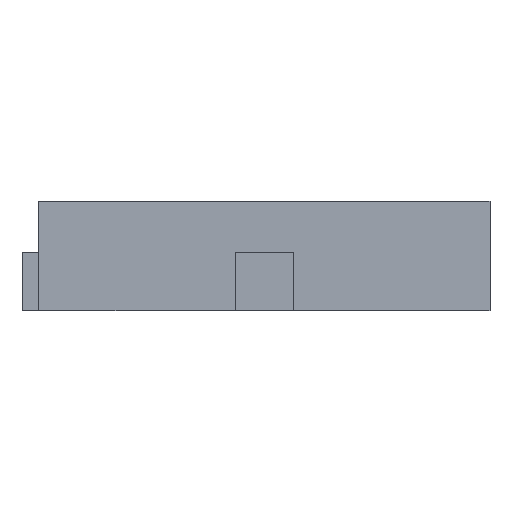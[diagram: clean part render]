
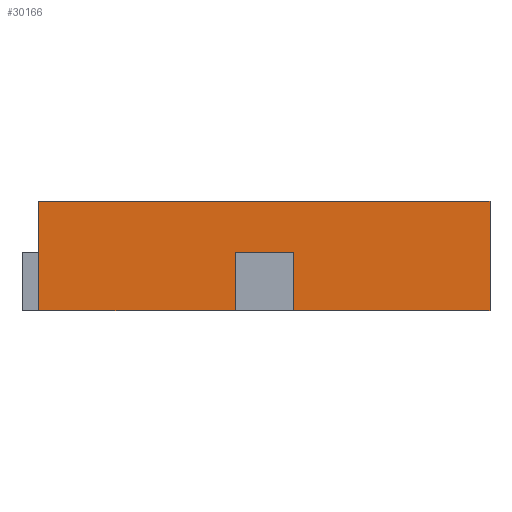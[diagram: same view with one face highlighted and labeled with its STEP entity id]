
A CAD part, front view. The second image highlights one B-rep face of the part: STEP entity #30166.
In plain terms, the highlighted planar face has unit normal (0, -1, 0).
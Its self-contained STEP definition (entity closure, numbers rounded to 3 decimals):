
#2056=FACE_OUTER_BOUND('',#3982,.T.);
#3982=EDGE_LOOP('',(#21160,#21161,#21162,#21163,#21164,#21165,#21166,#21167));
#5549=LINE('',#42036,#8767);
#6665=LINE('',#57142,#9883);
#6672=LINE('',#57156,#9890);
#6675=LINE('',#57162,#9893);
#6676=LINE('',#57164,#9894);
#6677=LINE('',#57166,#9895);
#6678=LINE('',#57168,#9896);
#6679=LINE('',#57169,#9897);
#8767=VECTOR('',#34104,35.);
#9883=VECTOR('',#35418,8.5);
#9890=VECTOR('',#35427,8.5);
#9893=VECTOR('',#35432,15.25);
#9894=VECTOR('',#35433,4.5);
#9895=VECTOR('',#35434,4.5);
#9896=VECTOR('',#35435,4.5);
#9897=VECTOR('',#35436,15.25);
#11982=VERTEX_POINT('',#42029);
#11985=VERTEX_POINT('',#42034);
#13400=VERTEX_POINT('',#57140);
#13406=VERTEX_POINT('',#57155);
#13408=VERTEX_POINT('',#57161);
#13409=VERTEX_POINT('',#57163);
#13410=VERTEX_POINT('',#57165);
#13411=VERTEX_POINT('',#57167);
#14807=EDGE_CURVE('',#11985,#11982,#5549,.T.);
#16223=EDGE_CURVE('',#11985,#13400,#6665,.T.);
#16230=EDGE_CURVE('',#11982,#13406,#6672,.T.);
#16233=EDGE_CURVE('',#13400,#13408,#6675,.T.);
#16234=EDGE_CURVE('',#13409,#13408,#6676,.T.);
#16235=EDGE_CURVE('',#13410,#13409,#6677,.T.);
#16236=EDGE_CURVE('',#13411,#13410,#6678,.T.);
#16237=EDGE_CURVE('',#13411,#13406,#6679,.T.);
#21160=ORIENTED_EDGE('',*,*,#16233,.T.);
#21161=ORIENTED_EDGE('',*,*,#16234,.F.);
#21162=ORIENTED_EDGE('',*,*,#16235,.F.);
#21163=ORIENTED_EDGE('',*,*,#16236,.F.);
#21164=ORIENTED_EDGE('',*,*,#16237,.T.);
#21165=ORIENTED_EDGE('',*,*,#16230,.F.);
#21166=ORIENTED_EDGE('',*,*,#14807,.F.);
#21167=ORIENTED_EDGE('',*,*,#16223,.T.);
#27531=PLANE('',#31843);
#30166=ADVANCED_FACE('',(#2056),#27531,.F.);
#31843=AXIS2_PLACEMENT_3D('',#57160,#35430,#35431);
#34104=DIRECTION('',(1.,0.,0.));
#35418=DIRECTION('',(0.,0.,-1.));
#35427=DIRECTION('',(0.,0.,-1.));
#35430=DIRECTION('center_axis',(0.,1.,0.));
#35431=DIRECTION('ref_axis',(0.,0.,1.));
#35432=DIRECTION('',(1.,0.,0.));
#35433=DIRECTION('',(0.,0.,-1.));
#35434=DIRECTION('',(-1.,0.,0.));
#35435=DIRECTION('',(0.,0.,1.));
#35436=DIRECTION('',(1.,0.,0.));
#42029=CARTESIAN_POINT('',(17.5,-24.25,8.5));
#42034=CARTESIAN_POINT('',(-17.5,-24.25,8.5));
#42036=CARTESIAN_POINT('',(-17.5,-24.25,8.5));
#57140=CARTESIAN_POINT('',(-17.5,-24.25,0.));
#57142=CARTESIAN_POINT('',(-17.5,-24.25,8.5));
#57155=CARTESIAN_POINT('',(17.5,-24.25,0.));
#57156=CARTESIAN_POINT('',(17.5,-24.25,8.5));
#57160=CARTESIAN_POINT('Origin',(-17.5,-24.25,8.5));
#57161=CARTESIAN_POINT('',(-2.25,-24.25,0.));
#57162=CARTESIAN_POINT('',(-17.5,-24.25,0.));
#57163=CARTESIAN_POINT('',(-2.25,-24.25,4.5));
#57164=CARTESIAN_POINT('',(-2.25,-24.25,4.5));
#57165=CARTESIAN_POINT('',(2.25,-24.25,4.5));
#57166=CARTESIAN_POINT('',(2.25,-24.25,4.5));
#57167=CARTESIAN_POINT('',(2.25,-24.25,0.));
#57168=CARTESIAN_POINT('',(2.25,-24.25,0.));
#57169=CARTESIAN_POINT('',(2.25,-24.25,0.));
